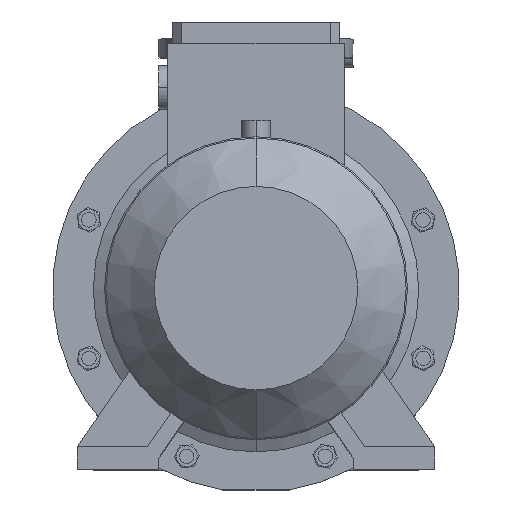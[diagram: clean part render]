
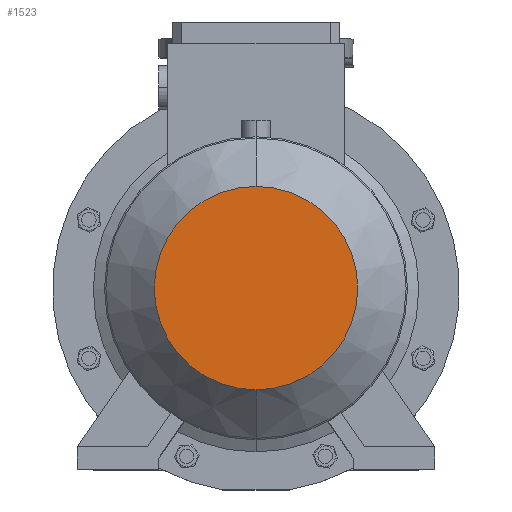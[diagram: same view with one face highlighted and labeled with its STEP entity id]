
A CAD part, top view. The second image highlights one B-rep face of the part: STEP entity #1523.
In plain terms, the highlighted planar face has unit normal (0, 0, 1).
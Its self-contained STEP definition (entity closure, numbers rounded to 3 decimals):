
#1523 = ADVANCED_FACE ( 'NONE', ( #25585 ), #51483, .T. ) ;
#4785 = ORIENTED_EDGE ( 'NONE', *, *, #9502, .F. ) ;
#9502 = EDGE_CURVE ( 'NONE', #42214, #46477, #32118, .T. ) ;
#10204 = CARTESIAN_POINT ( 'NONE',  ( 0., 0., 894. ) ) ;
#16557 = DIRECTION ( 'NONE',  ( 0., -1., 0. ) ) ;
#25585 = FACE_OUTER_BOUND ( 'NONE', #36245, .T. ) ;
#26234 = DIRECTION ( 'NONE',  ( 0., 0., 1. ) ) ;
#27449 = AXIS2_PLACEMENT_3D ( 'NONE', #41836, #26234, #16557 ) ;
#29050 = CARTESIAN_POINT ( 'NONE',  ( 0., -112.5, 894. ) ) ;
#29235 = DIRECTION ( 'NONE',  ( 0., 0., -1. ) ) ;
#31923 = AXIS2_PLACEMENT_3D ( 'NONE', #10204, #50177, #39875 ) ;
#32118 = CIRCLE ( 'NONE', #31923, 112.5 ) ;
#34922 = DIRECTION ( 'NONE',  ( 0., 1., 0. ) ) ;
#36245 = EDGE_LOOP ( 'NONE', ( #4785, #42772 ) ) ;
#39875 = DIRECTION ( 'NONE',  ( 0., 1., 0. ) ) ;
#41836 = CARTESIAN_POINT ( 'NONE',  ( 0., 0., 894. ) ) ;
#42214 = VERTEX_POINT ( 'NONE', #59920 ) ;
#42772 = ORIENTED_EDGE ( 'NONE', *, *, #52892, .F. ) ;
#46477 = VERTEX_POINT ( 'NONE', #29050 ) ;
#50177 = DIRECTION ( 'NONE',  ( 0., 0., -1. ) ) ;
#51483 = PLANE ( 'NONE',  #27449 ) ;
#51680 = CIRCLE ( 'NONE', #57100, 112.5 ) ;
#52892 = EDGE_CURVE ( 'NONE', #46477, #42214, #51680, .T. ) ;
#57100 = AXIS2_PLACEMENT_3D ( 'NONE', #65026, #29235, #34922 ) ;
#59920 = CARTESIAN_POINT ( 'NONE',  ( 0., 112.5, 894. ) ) ;
#65026 = CARTESIAN_POINT ( 'NONE',  ( 0., 0., 894. ) ) ;
